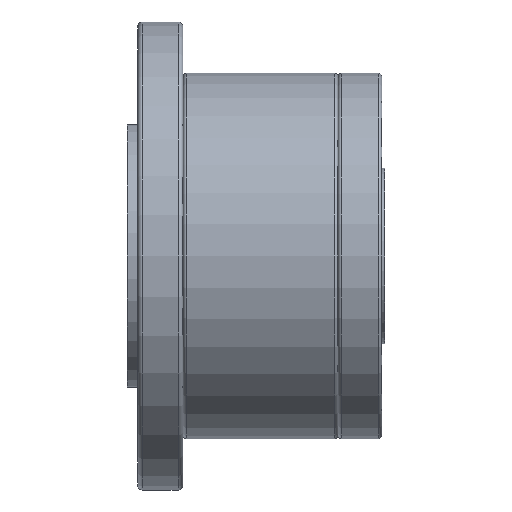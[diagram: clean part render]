
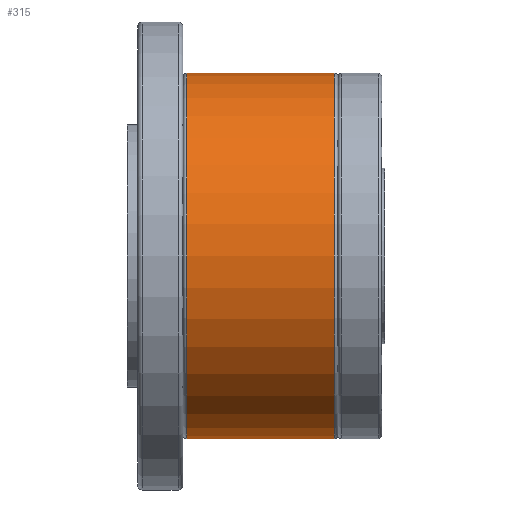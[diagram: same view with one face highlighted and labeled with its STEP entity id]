
A CAD part, front view. The second image highlights one B-rep face of the part: STEP entity #315.
In plain terms, the highlighted cylindrical face has radius 62.5 mm (diameter 125 mm), a partial arc.
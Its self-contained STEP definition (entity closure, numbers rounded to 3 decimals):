
#315=ADVANCED_FACE('',(#908),#909,.T.);
#908=FACE_OUTER_BOUND('',#1529,.T.);
#909=CYLINDRICAL_SURFACE('',#1530,62.5);
#1529=EDGE_LOOP('',(#3646,#3647,#3648,#3649,#3650,#3651));
#1530=AXIS2_PLACEMENT_3D('',#3652,#3653,#3654);
#3646=ORIENTED_EDGE('',*,*,#3763,.T.);
#3647=ORIENTED_EDGE('',*,*,#4414,.F.);
#3648=ORIENTED_EDGE('',*,*,#4413,.F.);
#3649=ORIENTED_EDGE('',*,*,#3765,.T.);
#3650=ORIENTED_EDGE('',*,*,#4412,.T.);
#3651=ORIENTED_EDGE('',*,*,#4411,.T.);
#3652=CARTESIAN_POINT('',(45.5,0.0,0.0));
#3653=DIRECTION('',(1.0,0.0,0.0));
#3654=DIRECTION('',(0.0,0.0,-1.0));
#3763=EDGE_CURVE('',#4451,#4452,#4453,.T.);
#3765=EDGE_CURVE('',#4456,#4454,#4457,.T.);
#4411=EDGE_CURVE('',#5535,#4451,#5536,.T.);
#4412=EDGE_CURVE('',#4454,#5535,#5537,.T.);
#4413=EDGE_CURVE('',#4456,#5538,#5539,.T.);
#4414=EDGE_CURVE('',#5538,#4452,#5540,.T.);
#4451=VERTEX_POINT('',#5585);
#4452=VERTEX_POINT('',#5586);
#4453=LINE('',#5587,#5588);
#4454=VERTEX_POINT('',#5589);
#4456=VERTEX_POINT('',#5591);
#4457=LINE('',#5592,#5593);
#5535=VERTEX_POINT('',#7076);
#5536=CIRCLE('',#7077,62.5);
#5537=CIRCLE('',#7078,62.5);
#5538=VERTEX_POINT('',#7079);
#5539=CIRCLE('',#7080,62.5);
#5540=CIRCLE('',#7081,62.5);
#5585=CARTESIAN_POINT('',(20.25,0.,-62.5));
#5586=CARTESIAN_POINT('',(70.75,0.,-62.5));
#5587=CARTESIAN_POINT('',(45.5,0.,-62.5));
#5588=VECTOR('',#7130,1.0);
#5589=CARTESIAN_POINT('',(20.25,0.,62.5));
#5591=CARTESIAN_POINT('',(70.75,0.,62.5));
#5592=CARTESIAN_POINT('',(45.5,0.,62.5));
#5593=VECTOR('',#7134,1.0);
#7076=CARTESIAN_POINT('',(20.25,-62.5,0.));
#7077=AXIS2_PLACEMENT_3D('',#8385,#8386,#8387);
#7078=AXIS2_PLACEMENT_3D('',#8388,#8389,#8390);
#7079=CARTESIAN_POINT('',(70.75,-62.5,0.0));
#7080=AXIS2_PLACEMENT_3D('',#8391,#8392,#8393);
#7081=AXIS2_PLACEMENT_3D('',#8394,#8395,#8396);
#7130=DIRECTION('',(1.0,0.0,0.0));
#7134=DIRECTION('',(-1.0,-0.0,-0.0));
#8385=CARTESIAN_POINT('',(20.25,0.,0.));
#8386=DIRECTION('',(1.0,0.0,0.0));
#8387=DIRECTION('',(0.0,0.0,-1.0));
#8388=CARTESIAN_POINT('',(20.25,0.,0.));
#8389=DIRECTION('',(1.0,0.0,0.0));
#8390=DIRECTION('',(0.0,0.0,-1.0));
#8391=CARTESIAN_POINT('',(70.75,0.,0.0));
#8392=DIRECTION('',(1.0,0.0,0.0));
#8393=DIRECTION('',(0.0,0.0,-1.0));
#8394=CARTESIAN_POINT('',(70.75,0.,0.0));
#8395=DIRECTION('',(1.0,0.0,0.0));
#8396=DIRECTION('',(0.0,0.0,-1.0));
